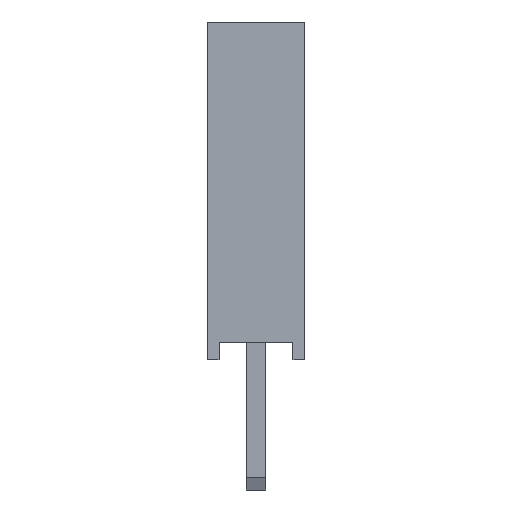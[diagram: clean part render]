
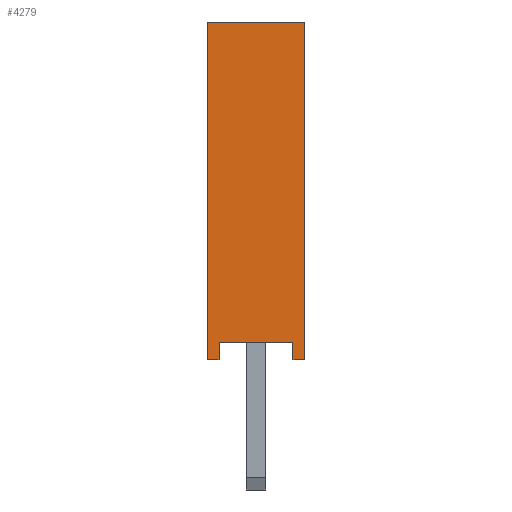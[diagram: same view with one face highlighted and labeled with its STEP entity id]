
A CAD part, left-side view. The second image highlights one B-rep face of the part: STEP entity #4279.
In plain terms, the highlighted planar face has unit normal (-1, 0, 0).
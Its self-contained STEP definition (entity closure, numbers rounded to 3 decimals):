
#144=FACE_OUTER_BOUND('',#383,.T.);
#383=EDGE_LOOP('',(#2913,#2914,#2915,#2916,#2917,#2918,#2919,#2920));
#675=LINE('',#6064,#1230);
#679=LINE('',#6073,#1234);
#683=LINE('',#6080,#1238);
#685=LINE('',#6086,#1240);
#692=LINE('',#6100,#1247);
#694=LINE('',#6104,#1249);
#696=LINE('',#6108,#1251);
#698=LINE('',#6111,#1253);
#1230=VECTOR('',#4938,10.);
#1234=VECTOR('',#4944,10.);
#1238=VECTOR('',#4950,10.);
#1240=VECTOR('',#4958,10.);
#1247=VECTOR('',#4969,10.);
#1249=VECTOR('',#4973,10.);
#1251=VECTOR('',#4977,10.);
#1253=VECTOR('',#4981,10.);
#1760=VERTEX_POINT('',#6062);
#1761=VERTEX_POINT('',#6063);
#1764=VERTEX_POINT('',#6071);
#1765=VERTEX_POINT('',#6072);
#1768=VERTEX_POINT('',#6085);
#1773=VERTEX_POINT('',#6099);
#1774=VERTEX_POINT('',#6103);
#1775=VERTEX_POINT('',#6107);
#2183=EDGE_CURVE('',#1760,#1761,#675,.T.);
#2187=EDGE_CURVE('',#1764,#1765,#679,.T.);
#2191=EDGE_CURVE('',#1761,#1764,#683,.T.);
#2193=EDGE_CURVE('',#1765,#1768,#685,.T.);
#2200=EDGE_CURVE('',#1773,#1760,#692,.T.);
#2202=EDGE_CURVE('',#1774,#1773,#694,.T.);
#2204=EDGE_CURVE('',#1775,#1774,#696,.T.);
#2206=EDGE_CURVE('',#1768,#1775,#698,.T.);
#2913=ORIENTED_EDGE('',*,*,#2200,.F.);
#2914=ORIENTED_EDGE('',*,*,#2202,.F.);
#2915=ORIENTED_EDGE('',*,*,#2204,.F.);
#2916=ORIENTED_EDGE('',*,*,#2206,.F.);
#2917=ORIENTED_EDGE('',*,*,#2193,.F.);
#2918=ORIENTED_EDGE('',*,*,#2187,.F.);
#2919=ORIENTED_EDGE('',*,*,#2191,.F.);
#2920=ORIENTED_EDGE('',*,*,#2183,.F.);
#3915=PLANE('',#4540);
#4279=ADVANCED_FACE('',(#144),#3915,.F.);
#4540=AXIS2_PLACEMENT_3D('',#6112,#4982,#4983);
#4938=DIRECTION('',(0.,0.,1.));
#4944=DIRECTION('',(0.,0.,-1.));
#4950=DIRECTION('',(0.,-1.,0.));
#4958=DIRECTION('',(0.,1.,0.));
#4969=DIRECTION('',(0.,1.,0.));
#4973=DIRECTION('',(0.,0.,-1.));
#4977=DIRECTION('',(0.,1.,0.));
#4981=DIRECTION('',(0.,0.,1.));
#4982=DIRECTION('center_axis',(1.,0.,0.));
#4983=DIRECTION('ref_axis',(0.,0.,-1.));
#6062=CARTESIAN_POINT('',(-1.317,1.238,0.));
#6063=CARTESIAN_POINT('',(-1.317,1.238,8.575));
#6064=CARTESIAN_POINT('',(-1.317,1.238,2.144));
#6071=CARTESIAN_POINT('',(-1.317,-1.238,8.575));
#6072=CARTESIAN_POINT('',(-1.317,-1.238,0.));
#6073=CARTESIAN_POINT('',(-1.317,-1.238,2.144));
#6080=CARTESIAN_POINT('',(-1.317,-1.238,8.575));
#6085=CARTESIAN_POINT('',(-1.317,-0.938,0.));
#6086=CARTESIAN_POINT('',(-1.317,-1.238,0.));
#6099=CARTESIAN_POINT('',(-1.317,0.938,0.));
#6100=CARTESIAN_POINT('',(-1.317,-1.238,0.));
#6103=CARTESIAN_POINT('',(-1.317,0.938,0.448));
#6104=CARTESIAN_POINT('',(-1.317,0.938,0.));
#6107=CARTESIAN_POINT('',(-1.317,-0.938,0.448));
#6108=CARTESIAN_POINT('',(-1.317,-0.15,0.448));
#6111=CARTESIAN_POINT('',(-1.317,-0.938,0.224));
#6112=CARTESIAN_POINT('Origin',(-1.317,-1.238,0.));
